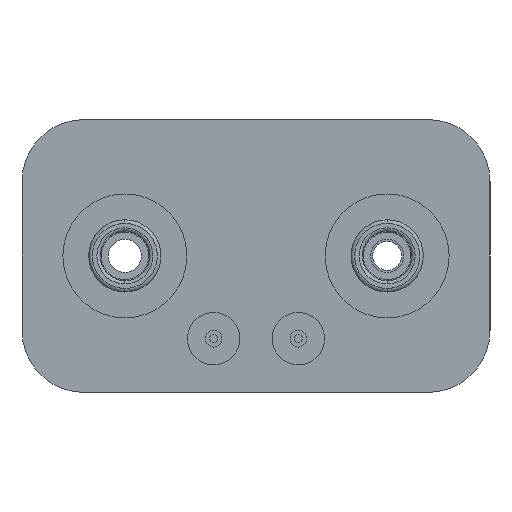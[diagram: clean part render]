
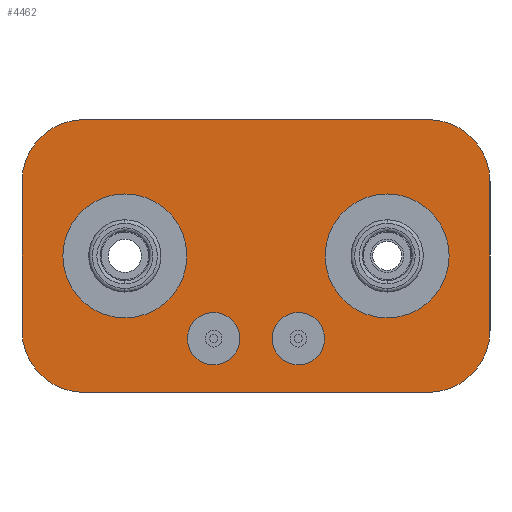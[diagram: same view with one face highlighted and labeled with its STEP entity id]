
A CAD part, left-side view. The second image highlights one B-rep face of the part: STEP entity #4462.
In plain terms, the highlighted planar face has unit normal (-1, 0, 0).
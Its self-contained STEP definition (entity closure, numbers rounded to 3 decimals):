
#68 = VECTOR ( 'NONE', #13524, 1000. ) ;
#102 = EDGE_CURVE ( 'NONE', #12980, #8978, #4638, .T. ) ;
#161 = EDGE_LOOP ( 'NONE', ( #14183, #12374 ) ) ;
#267 = AXIS2_PLACEMENT_3D ( 'NONE', #3458, #12636, #5833 ) ;
#334 = DIRECTION ( 'NONE',  ( 0., 0., -1. ) ) ;
#405 = CARTESIAN_POINT ( 'NONE',  ( -17.59, -2.05, -5.275 ) ) ;
#453 = CIRCLE ( 'NONE', #14323, 3. ) ;
#598 = DIRECTION ( 'NONE',  ( 0., 0., -1. ) ) ;
#620 = DIRECTION ( 'NONE',  ( -1., 0., 0. ) ) ;
#722 = VERTEX_POINT ( 'NONE', #12560 ) ;
#835 = LINE ( 'NONE', #3694, #9783 ) ;
#880 = DIRECTION ( 'NONE',  ( 0., 0., -1. ) ) ;
#1035 = DIRECTION ( 'NONE',  ( 1., 0., 0. ) ) ;
#1069 = EDGE_CURVE ( 'NONE', #11990, #11144, #835, .T. ) ;
#1254 = CARTESIAN_POINT ( 'NONE',  ( -17.59, 6.35, 0.005 ) ) ;
#1464 = CARTESIAN_POINT ( 'NONE',  ( -17.59, 2.05, -4.005 ) ) ;
#1714 = EDGE_CURVE ( 'NONE', #7680, #1907, #12670, .T. ) ;
#1907 = VERTEX_POINT ( 'NONE', #8367 ) ;
#2087 = DIRECTION ( 'NONE',  ( 0., 0., -1. ) ) ;
#2092 = CARTESIAN_POINT ( 'NONE',  ( -17.59, 2.05, -4.005 ) ) ;
#2362 = EDGE_LOOP ( 'NONE', ( #11136, #14430 ) ) ;
#2513 = DIRECTION ( 'NONE',  ( 1., 0., 0. ) ) ;
#2533 = EDGE_CURVE ( 'NONE', #8978, #12980, #453, .T. ) ;
#2561 = CARTESIAN_POINT ( 'NONE',  ( -17.59, 11.33, 3.605 ) ) ;
#2595 = CARTESIAN_POINT ( 'NONE',  ( -17.59, 6.35, 0.005 ) ) ;
#2646 = DIRECTION ( 'NONE',  ( -1., 0., 0. ) ) ;
#2679 = AXIS2_PLACEMENT_3D ( 'NONE', #1464, #4980, #9619 ) ;
#2813 = CARTESIAN_POINT ( 'NONE',  ( -17.59, 0.55, 6.605 ) ) ;
#3014 = DIRECTION ( 'NONE',  ( 0., -1., 0. ) ) ;
#3344 = ORIENTED_EDGE ( 'NONE', *, *, #1069, .T. ) ;
#3379 = EDGE_CURVE ( 'NONE', #9133, #12483, #9553, .T. ) ;
#3440 = ORIENTED_EDGE ( 'NONE', *, *, #8054, .T. ) ;
#3458 = CARTESIAN_POINT ( 'NONE',  ( -17.59, 0.55, 0. ) ) ;
#3464 = EDGE_LOOP ( 'NONE', ( #13660, #4378, #8802, #10325, #6645, #11935, #3344, #3440 ) ) ;
#3684 = FACE_OUTER_BOUND ( 'NONE', #3464, .T. ) ;
#3694 = CARTESIAN_POINT ( 'NONE',  ( -17.59, 11.33, 0. ) ) ;
#4078 = CARTESIAN_POINT ( 'NONE',  ( -17.59, -8.33, 3.605 ) ) ;
#4358 = VERTEX_POINT ( 'NONE', #11354 ) ;
#4378 = ORIENTED_EDGE ( 'NONE', *, *, #1714, .T. ) ;
#4462 = ADVANCED_FACE ( 'NONE', ( #3684, #5141, #9883, #12810, #9153 ), #6941, .T. ) ;
#4630 = AXIS2_PLACEMENT_3D ( 'NONE', #1254, #2513, #4716 ) ;
#4638 = CIRCLE ( 'NONE', #8728, 3. ) ;
#4716 = DIRECTION ( 'NONE',  ( 0., 0., -1. ) ) ;
#4761 = DIRECTION ( 'NONE',  ( 0., 0., -1. ) ) ;
#4860 = AXIS2_PLACEMENT_3D ( 'NONE', #4078, #13422, #9848 ) ;
#4886 = CIRCLE ( 'NONE', #14950, 1.27 ) ;
#4938 = VERTEX_POINT ( 'NONE', #405 ) ;
#4980 = DIRECTION ( 'NONE',  ( 1., 0., 0. ) ) ;
#5141 = FACE_BOUND ( 'NONE', #161, .T. ) ;
#5263 = AXIS2_PLACEMENT_3D ( 'NONE', #13399, #7554, #598 ) ;
#5445 = ORIENTED_EDGE ( 'NONE', *, *, #102, .F. ) ;
#5500 = CARTESIAN_POINT ( 'NONE',  ( -17.59, -8.33, -6.605 ) ) ;
#5503 = VECTOR ( 'NONE', #4761, 1000. ) ;
#5703 = LINE ( 'NONE', #8881, #68 ) ;
#5750 = EDGE_CURVE ( 'NONE', #14683, #11990, #10947, .T. ) ;
#5833 = DIRECTION ( 'NONE',  ( 0., 0., 1. ) ) ;
#5857 = CARTESIAN_POINT ( 'NONE',  ( -17.59, -11.33, 0. ) ) ;
#6156 = DIRECTION ( 'NONE',  ( 1., 0., 0. ) ) ;
#6282 = EDGE_CURVE ( 'NONE', #12483, #9133, #8934, .T. ) ;
#6645 = ORIENTED_EDGE ( 'NONE', *, *, #7438, .F. ) ;
#6780 = AXIS2_PLACEMENT_3D ( 'NONE', #13949, #10479, #12277 ) ;
#6880 = ORIENTED_EDGE ( 'NONE', *, *, #14806, .F. ) ;
#6941 = PLANE ( 'NONE',  #267 ) ;
#7131 = LINE ( 'NONE', #5857, #5503 ) ;
#7323 = ORIENTED_EDGE ( 'NONE', *, *, #2533, .F. ) ;
#7438 = EDGE_CURVE ( 'NONE', #14683, #4358, #11999, .T. ) ;
#7554 = DIRECTION ( 'NONE',  ( -1., 0., 0. ) ) ;
#7576 = CARTESIAN_POINT ( 'NONE',  ( -17.59, 8.33, -3.605 ) ) ;
#7680 = VERTEX_POINT ( 'NONE', #5500 ) ;
#7849 = EDGE_CURVE ( 'NONE', #4938, #10044, #4886, .T. ) ;
#7972 = VERTEX_POINT ( 'NONE', #12430 ) ;
#8054 = EDGE_CURVE ( 'NONE', #11144, #722, #14914, .T. ) ;
#8092 = VERTEX_POINT ( 'NONE', #11256 ) ;
#8197 = DIRECTION ( 'NONE',  ( 0., 0., -1. ) ) ;
#8332 = CIRCLE ( 'NONE', #10861, 3. ) ;
#8367 = CARTESIAN_POINT ( 'NONE',  ( -17.59, -11.33, -3.605 ) ) ;
#8616 = CARTESIAN_POINT ( 'NONE',  ( -17.59, 6.35, -2.995 ) ) ;
#8728 = AXIS2_PLACEMENT_3D ( 'NONE', #13936, #15091, #2087 ) ;
#8802 = ORIENTED_EDGE ( 'NONE', *, *, #13295, .F. ) ;
#8832 = CARTESIAN_POINT ( 'NONE',  ( -17.59, 2.05, -2.735 ) ) ;
#8874 = ORIENTED_EDGE ( 'NONE', *, *, #7849, .F. ) ;
#8881 = CARTESIAN_POINT ( 'NONE',  ( -17.59, 0.55, -6.605 ) ) ;
#8919 = CARTESIAN_POINT ( 'NONE',  ( -17.59, 8.33, 6.605 ) ) ;
#8934 = CIRCLE ( 'NONE', #14928, 1.27 ) ;
#8978 = VERTEX_POINT ( 'NONE', #9112 ) ;
#9096 = VECTOR ( 'NONE', #3014, 1000. ) ;
#9112 = CARTESIAN_POINT ( 'NONE',  ( -17.59, -6.35, -2.995 ) ) ;
#9133 = VERTEX_POINT ( 'NONE', #9411 ) ;
#9153 = FACE_BOUND ( 'NONE', #11133, .T. ) ;
#9411 = CARTESIAN_POINT ( 'NONE',  ( -17.59, 2.05, -5.275 ) ) ;
#9488 = DIRECTION ( 'NONE',  ( 0., 0., 1. ) ) ;
#9553 = CIRCLE ( 'NONE', #2679, 1.27 ) ;
#9569 = CARTESIAN_POINT ( 'NONE',  ( -17.59, -2.05, -2.735 ) ) ;
#9619 = DIRECTION ( 'NONE',  ( 0., 0., -1. ) ) ;
#9673 = EDGE_CURVE ( 'NONE', #13787, #7972, #8332, .T. ) ;
#9756 = CIRCLE ( 'NONE', #4630, 3. ) ;
#9783 = VECTOR ( 'NONE', #334, 1000. ) ;
#9804 = DIRECTION ( 'NONE',  ( 0., 0., -1. ) ) ;
#9848 = DIRECTION ( 'NONE',  ( 0., 0., 1. ) ) ;
#9883 = FACE_BOUND ( 'NONE', #2362, .T. ) ;
#10044 = VERTEX_POINT ( 'NONE', #9569 ) ;
#10325 = ORIENTED_EDGE ( 'NONE', *, *, #13711, .T. ) ;
#10479 = DIRECTION ( 'NONE',  ( -1., 0., 0. ) ) ;
#10526 = DIRECTION ( 'NONE',  ( -1., 0., 0. ) ) ;
#10596 = DIRECTION ( 'NONE',  ( -1., 0., 0. ) ) ;
#10682 = CARTESIAN_POINT ( 'NONE',  ( -17.59, -6.35, 0.005 ) ) ;
#10861 = AXIS2_PLACEMENT_3D ( 'NONE', #2595, #6156, #9804 ) ;
#10914 = CARTESIAN_POINT ( 'NONE',  ( -17.59, -2.05, -4.005 ) ) ;
#10947 = CIRCLE ( 'NONE', #6780, 3. ) ;
#11133 = EDGE_LOOP ( 'NONE', ( #5445, #7323 ) ) ;
#11136 = ORIENTED_EDGE ( 'NONE', *, *, #11849, .T. ) ;
#11144 = VERTEX_POINT ( 'NONE', #13156 ) ;
#11234 = AXIS2_PLACEMENT_3D ( 'NONE', #7576, #620, #13612 ) ;
#11256 = CARTESIAN_POINT ( 'NONE',  ( -17.59, -11.33, 3.605 ) ) ;
#11354 = CARTESIAN_POINT ( 'NONE',  ( -17.59, -8.33, 6.605 ) ) ;
#11532 = EDGE_LOOP ( 'NONE', ( #8874, #6880 ) ) ;
#11612 = CARTESIAN_POINT ( 'NONE',  ( -17.59, -8.33, -3.605 ) ) ;
#11849 = EDGE_CURVE ( 'NONE', #7972, #13787, #9756, .T. ) ;
#11935 = ORIENTED_EDGE ( 'NONE', *, *, #5750, .T. ) ;
#11980 = DIRECTION ( 'NONE',  ( 0., 0., -1. ) ) ;
#11990 = VERTEX_POINT ( 'NONE', #2561 ) ;
#11999 = LINE ( 'NONE', #2813, #9096 ) ;
#12277 = DIRECTION ( 'NONE',  ( 0., 0., 1. ) ) ;
#12374 = ORIENTED_EDGE ( 'NONE', *, *, #6282, .T. ) ;
#12430 = CARTESIAN_POINT ( 'NONE',  ( -17.59, 6.35, 3.005 ) ) ;
#12468 = EDGE_CURVE ( 'NONE', #722, #7680, #5703, .T. ) ;
#12483 = VERTEX_POINT ( 'NONE', #8832 ) ;
#12560 = CARTESIAN_POINT ( 'NONE',  ( -17.59, 8.33, -6.605 ) ) ;
#12636 = DIRECTION ( 'NONE',  ( -1., 0., 0. ) ) ;
#12670 = CIRCLE ( 'NONE', #13133, 3. ) ;
#12810 = FACE_BOUND ( 'NONE', #11532, .T. ) ;
#12824 = CARTESIAN_POINT ( 'NONE',  ( -17.59, -6.35, 3.005 ) ) ;
#12980 = VERTEX_POINT ( 'NONE', #12824 ) ;
#13133 = AXIS2_PLACEMENT_3D ( 'NONE', #11612, #10596, #9488 ) ;
#13156 = CARTESIAN_POINT ( 'NONE',  ( -17.59, 11.33, -3.605 ) ) ;
#13184 = CIRCLE ( 'NONE', #4860, 3. ) ;
#13295 = EDGE_CURVE ( 'NONE', #8092, #1907, #7131, .T. ) ;
#13399 = CARTESIAN_POINT ( 'NONE',  ( -17.59, -2.05, -4.005 ) ) ;
#13422 = DIRECTION ( 'NONE',  ( -1., 0., 0. ) ) ;
#13524 = DIRECTION ( 'NONE',  ( 0., -1., 0. ) ) ;
#13612 = DIRECTION ( 'NONE',  ( 0., 0., 1. ) ) ;
#13660 = ORIENTED_EDGE ( 'NONE', *, *, #12468, .T. ) ;
#13711 = EDGE_CURVE ( 'NONE', #8092, #4358, #13184, .T. ) ;
#13787 = VERTEX_POINT ( 'NONE', #8616 ) ;
#13936 = CARTESIAN_POINT ( 'NONE',  ( -17.59, -6.35, 0.005 ) ) ;
#13949 = CARTESIAN_POINT ( 'NONE',  ( -17.59, 8.33, 3.605 ) ) ;
#14183 = ORIENTED_EDGE ( 'NONE', *, *, #3379, .T. ) ;
#14323 = AXIS2_PLACEMENT_3D ( 'NONE', #10682, #10526, #8197 ) ;
#14430 = ORIENTED_EDGE ( 'NONE', *, *, #9673, .T. ) ;
#14683 = VERTEX_POINT ( 'NONE', #8919 ) ;
#14787 = CIRCLE ( 'NONE', #5263, 1.27 ) ;
#14806 = EDGE_CURVE ( 'NONE', #10044, #4938, #14787, .T. ) ;
#14914 = CIRCLE ( 'NONE', #11234, 3. ) ;
#14928 = AXIS2_PLACEMENT_3D ( 'NONE', #2092, #1035, #880 ) ;
#14950 = AXIS2_PLACEMENT_3D ( 'NONE', #10914, #2646, #11980 ) ;
#15091 = DIRECTION ( 'NONE',  ( -1., 0., 0. ) ) ;
